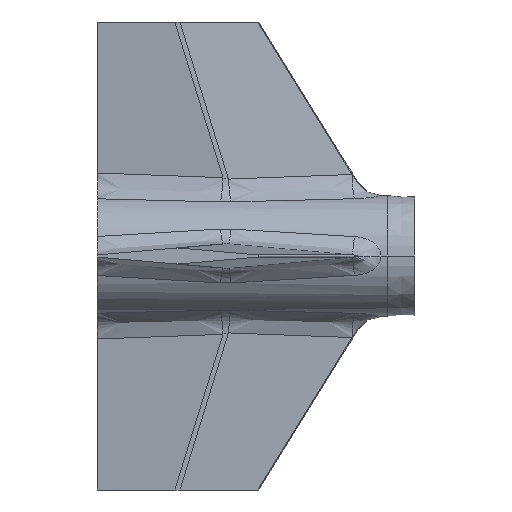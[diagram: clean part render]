
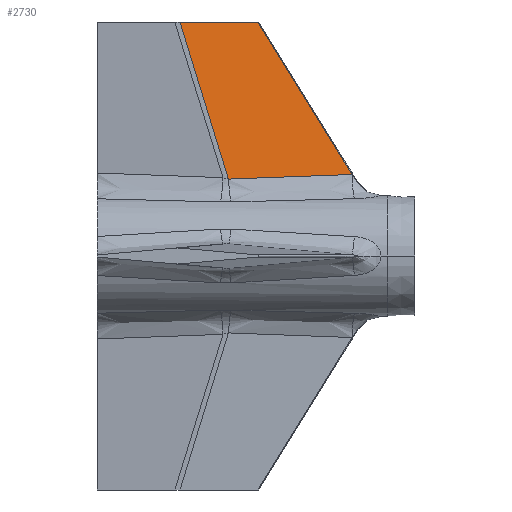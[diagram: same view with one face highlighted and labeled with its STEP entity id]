
A CAD part, left-side view. The second image highlights one B-rep face of the part: STEP entity #2730.
In plain terms, the highlighted planar face has unit normal (-0.995, -0.087, 0.054).
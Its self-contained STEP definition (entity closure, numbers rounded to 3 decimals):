
#1000=CARTESIAN_POINT('Vertex',(-0.498,-119.831,38.18)) ;
#1084=CARTESIAN_POINT('Control Point',(-0.498,-119.831,38.18)) ;
#1085=CARTESIAN_POINT('Control Point',(-1.528,-108.268,37.832)) ;
#1086=CARTESIAN_POINT('Control Point',(-2.561,-96.708,37.445)) ;
#1087=CARTESIAN_POINT('Control Point',(-3.595,-85.146,37.017)) ;
#1088=CARTESIAN_POINT('Control Point',(-4.633,-73.582,36.546)) ;
#1089=CARTESIAN_POINT('Control Point',(-5.672,-62.018,36.028)) ;
#1090=CARTESIAN_POINT('Vertex',(-5.672,-62.018,36.028)) ;
#2689=CARTESIAN_POINT('Vertex',(-0.498,-75.744,109.601)) ;
#2693=CARTESIAN_POINT('Control Point',(-0.498,-75.744,109.601)) ;
#2694=CARTESIAN_POINT('Control Point',(-0.498,-84.561,95.317)) ;
#2695=CARTESIAN_POINT('Control Point',(-0.498,-93.378,81.033)) ;
#2696=CARTESIAN_POINT('Control Point',(-0.498,-102.196,66.748)) ;
#2697=CARTESIAN_POINT('Control Point',(-0.498,-111.013,52.464)) ;
#2698=CARTESIAN_POINT('Control Point',(-0.498,-119.831,38.18)) ;
#2707=CARTESIAN_POINT('Axis2P3D Location',(-2.7,-75.972,68.453)) ;
#2712=CARTESIAN_POINT('Line Origine',(-2.092,-57.527,109.601)) ;
#2716=CARTESIAN_POINT('Vertex',(-3.686,-39.31,109.601)) ;
#2719=CARTESIAN_POINT('Line Origine',(-4.679,-50.664,72.814)) ;
#2714=VECTOR('Line Direction',#2713,1.) ;
#2721=VECTOR('Line Direction',#2720,1.) ;
#2708=DIRECTION('Axis2P3D Direction',(-0.995,-0.087,0.054)) ;
#2709=DIRECTION('Axis2P3D XDirection',(-0.026,-0.295,-0.955)) ;
#2713=DIRECTION('Vector Direction',(-0.087,0.996,0.)) ;
#2720=DIRECTION('Vector Direction',(-0.026,-0.295,-0.955)) ;
#2710=AXIS2_PLACEMENT_3D('Plane Axis2P3D',#2707,#2708,#2709) ;
#2715=LINE('Line',#2712,#2714) ;
#2722=LINE('Line',#2719,#2721) ;
#2711=PLANE('',#2710) ;
#1092=EDGE_CURVE('',#1091,#1001,#1083,.F.) ;
#2699=EDGE_CURVE('',#2690,#1001,#2692,.T.) ;
#2718=EDGE_CURVE('',#2717,#2690,#2715,.F.) ;
#2723=EDGE_CURVE('',#2717,#1091,#2722,.T.) ;
#2725=ORIENTED_EDGE('',*,*,#2699,.F.) ;
#2726=ORIENTED_EDGE('',*,*,#2718,.F.) ;
#2727=ORIENTED_EDGE('',*,*,#2723,.T.) ;
#2728=ORIENTED_EDGE('',*,*,#1092,.T.) ;
#2724=EDGE_LOOP('',(#2725,#2726,#2727,#2728)) ;
#1001=VERTEX_POINT('',#1000) ;
#1091=VERTEX_POINT('',#1090) ;
#2690=VERTEX_POINT('',#2689) ;
#2717=VERTEX_POINT('',#2716) ;
#2730=ADVANCED_FACE('38mm sustainer can',(#2729),#2711,.T.) ;
#1083=B_SPLINE_CURVE_WITH_KNOTS('',5,(#1084,#1085,#1086,#1087,#1088,#1089),.UNSPECIFIED.,.F.,.U.,(6,6),(86.104,168.186),.UNSPECIFIED.) ;
#2692=B_SPLINE_CURVE_WITH_KNOTS('',5,(#2693,#2694,#2695,#2696,#2697,#2698),.UNSPECIFIED.,.F.,.U.,(6,6),(0.,77.307),.UNSPECIFIED.) ;
#2729=FACE_OUTER_BOUND('',#2724,.T.) ;
